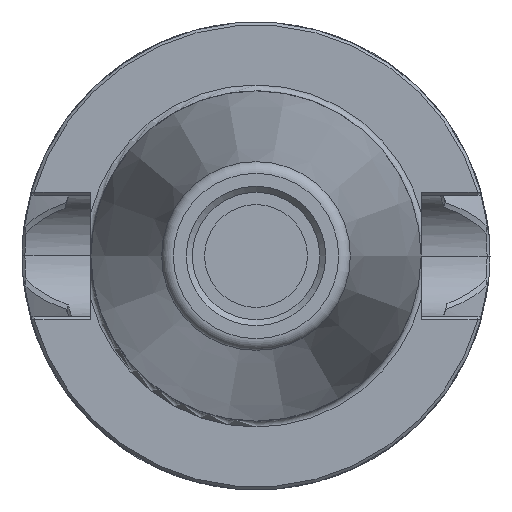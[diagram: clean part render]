
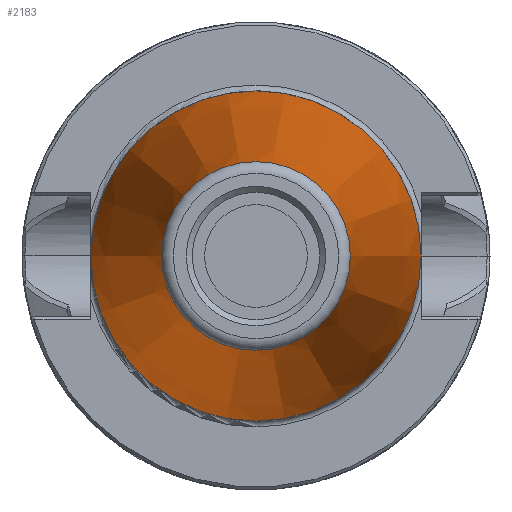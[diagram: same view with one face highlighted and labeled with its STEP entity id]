
A CAD part, left-side view. The second image highlights one B-rep face of the part: STEP entity #2183.
In plain terms, the highlighted conical face has half-angle 8.445 degrees and reference radius 17.363 mm.
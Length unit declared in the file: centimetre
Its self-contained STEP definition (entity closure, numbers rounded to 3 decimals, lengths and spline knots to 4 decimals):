
#455=CONICAL_SURFACE('',#2335,1.7363,8.445);
#500=FACE_BOUND('',#706,.T.);
#566=FACE_OUTER_BOUND('',#705,.T.);
#705=EDGE_LOOP('',(#1631));
#706=EDGE_LOOP('',(#1632));
#797=CIRCLE('',#2327,2.2225);
#800=CIRCLE('',#2334,1.2701);
#922=VERTEX_POINT('',#3721);
#925=VERTEX_POINT('',#3731);
#1181=EDGE_CURVE('',#922,#922,#797,.T.);
#1184=EDGE_CURVE('',#925,#925,#800,.T.);
#1631=ORIENTED_EDGE('',*,*,#1181,.T.);
#1632=ORIENTED_EDGE('',*,*,#1184,.F.);
#2183=ADVANCED_FACE('',(#566,#500),#455,.T.);
#2327=AXIS2_PLACEMENT_3D('',#3722,#2635,#2636);
#2334=AXIS2_PLACEMENT_3D('',#3732,#2649,#2650);
#2335=AXIS2_PLACEMENT_3D('',#3733,#2651,#2652);
#2635=DIRECTION('center_axis',(-1.,0.,0.));
#2636=DIRECTION('ref_axis',(0.,0.,1.));
#2649=DIRECTION('center_axis',(-1.,0.,0.));
#2650=DIRECTION('ref_axis',(0.,1.,0.));
#2651=DIRECTION('center_axis',(1.,0.,0.));
#2652=DIRECTION('ref_axis',(0.,-1.,0.));
#3721=CARTESIAN_POINT('',(-0.1382,-1.2358,0.));
#3722=CARTESIAN_POINT('Origin',(-0.1382,0.9867,0.));
#3731=CARTESIAN_POINT('',(-6.5527,-0.2834,0.));
#3732=CARTESIAN_POINT('Origin',(-6.5527,0.9867,0.));
#3733=CARTESIAN_POINT('Origin',(-3.4132,0.9867,0.));
